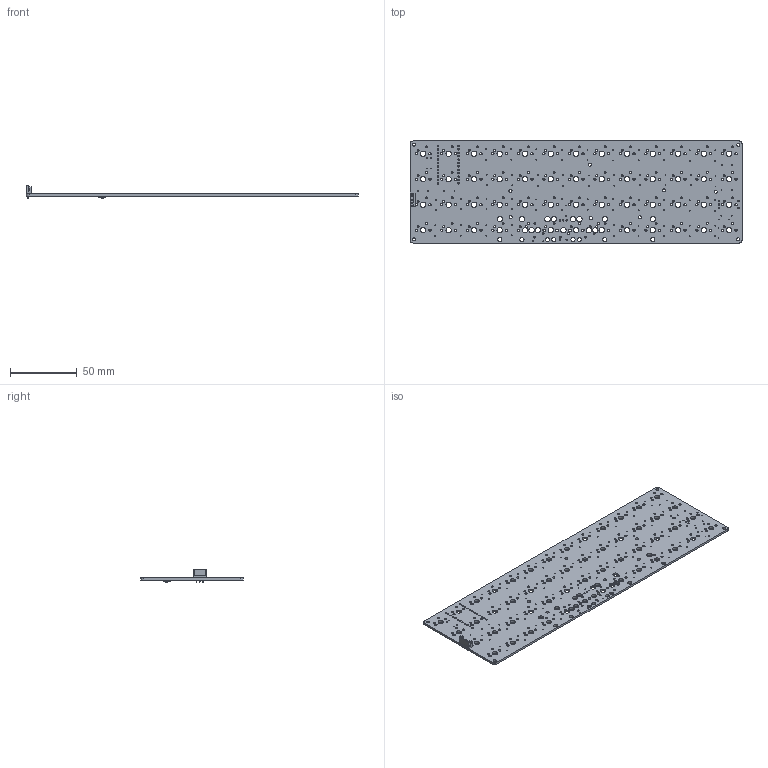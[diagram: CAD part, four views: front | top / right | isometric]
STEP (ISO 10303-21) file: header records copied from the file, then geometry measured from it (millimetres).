
FILE_DESCRIPTION(('KiCad electronic assembly'),'2;1');
FILE_NAME('Louhi.step','2021-01-27T10:02:22',('An Author'),('A Company') ,'Open CASCADE STEP processor 6.9','KiCad to STEP converter','Unknown' );
FILE_SCHEMA(('AUTOMOTIVE_DESIGN { 1 0 10303 214 1 1 1 1 }'));
Length unit declared in the file: millimetre
Products named in the file (6): Open CASCADE STEP translator 6.9 1; JST_EH_B3B-EH-A_1x03_P2.50mm_Vertical; SOLID; SW_SPST_TL3342; COMPOUND
Assembly tree (5 placements, depth 3):
  Open CASCADE STEP translator 6.9 1
    JST_EH_B3B-EH-A_1x03_P2.50mm_Vertical
      SOLID
    SW_SPST_TL3342
      SOLID
    COMPOUND
Bounding box: 247.95 x 76.21 x 9.24 mm (x, y, z)
Volume: 28028.3 mm3; surface area: 40192.4 mm2
Topology: 3 solids, 4 shells, 764 faces, 2184 edges, 1441 vertices
Faces by surface type: cylinder 498, plane 249, bspline 16, torus 1
Full cylindrical faces by diameter (mm): 0.7 x104, 0.95 x3, 1 x10, 1.092 x24, 1.5 x110, 1.7 x98, 2 x1, 2.3 x11, 3.048 x2, 3.05 x6, 3.988 x2, 4 x60
Entity records: 62631 total; most frequent: CARTESIAN_POINT 17025, DIRECTION 7919, LINE 4394, VECTOR 4394, ORIENTED_EDGE 4368, PCURVE 4368, DEFINITIONAL_REPRESENTATION 4368, EDGE_CURVE 2184
